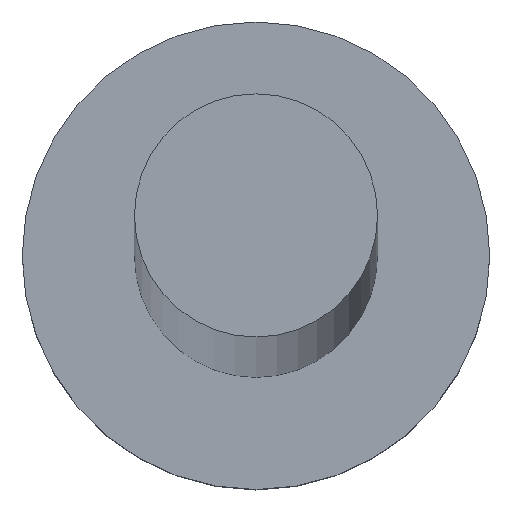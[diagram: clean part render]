
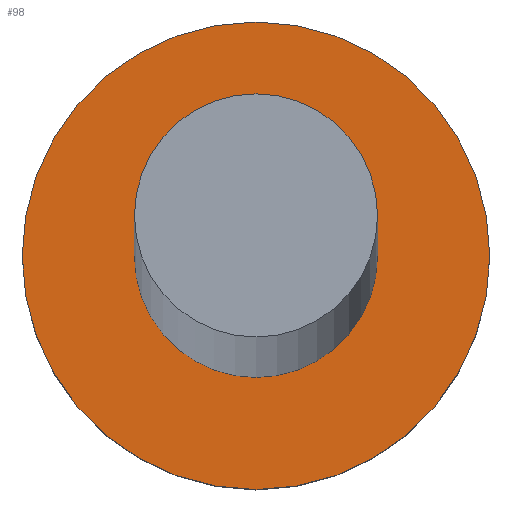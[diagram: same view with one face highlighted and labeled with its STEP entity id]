
A CAD part, top view. The second image highlights one B-rep face of the part: STEP entity #98.
In plain terms, the highlighted planar face has unit normal (0, 0, 1).
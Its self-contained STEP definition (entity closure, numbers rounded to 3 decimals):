
#11 = VERTEX_POINT ( 'NONE', #55 ) ;
#28 = VERTEX_POINT ( 'NONE', #91 ) ;
#30 = AXIS2_PLACEMENT_3D ( 'NONE', #237, #84, #204 ) ;
#37 = ORIENTED_EDGE ( 'NONE', *, *, #249, .F. ) ;
#47 = AXIS2_PLACEMENT_3D ( 'NONE', #174, #232, #176 ) ;
#49 = AXIS2_PLACEMENT_3D ( 'NONE', #248, #214, #216 ) ;
#50 = CIRCLE ( 'NONE', #49, 2.6 ) ;
#55 = CARTESIAN_POINT ( 'NONE',  ( 5., 0., 5. ) ) ;
#61 = DIRECTION ( 'NONE',  ( 1., 0., 0. ) ) ;
#69 = VERTEX_POINT ( 'NONE', #77 ) ;
#76 = ORIENTED_EDGE ( 'NONE', *, *, #143, .T. ) ;
#77 = CARTESIAN_POINT ( 'NONE',  ( 2.6, 0., 5. ) ) ;
#79 = DIRECTION ( 'NONE',  ( 1., 0., 0. ) ) ;
#80 = CIRCLE ( 'NONE', #145, 5. ) ;
#82 = DIRECTION ( 'NONE',  ( 0., 0., 1. ) ) ;
#84 = DIRECTION ( 'NONE',  ( 0., 0., 1. ) ) ;
#86 = EDGE_LOOP ( 'NONE', ( #187, #76 ) ) ;
#91 = CARTESIAN_POINT ( 'NONE',  ( -2.6, 0., 5. ) ) ;
#98 = ADVANCED_FACE ( 'NONE', ( #196, #155 ), #131, .T. ) ;
#108 = VERTEX_POINT ( 'NONE', #151 ) ;
#111 = EDGE_LOOP ( 'NONE', ( #166, #37 ) ) ;
#112 = EDGE_CURVE ( 'NONE', #28, #69, #50, .T. ) ;
#124 = AXIS2_PLACEMENT_3D ( 'NONE', #184, #221, #79 ) ;
#131 = PLANE ( 'NONE',  #47 ) ;
#143 = EDGE_CURVE ( 'NONE', #11, #108, #233, .T. ) ;
#145 = AXIS2_PLACEMENT_3D ( 'NONE', #240, #82, #61 ) ;
#151 = CARTESIAN_POINT ( 'NONE',  ( -5., 0., 5. ) ) ;
#155 = FACE_OUTER_BOUND ( 'NONE', #86, .T. ) ;
#166 = ORIENTED_EDGE ( 'NONE', *, *, #112, .F. ) ;
#174 = CARTESIAN_POINT ( 'NONE',  ( 0., 0., 5. ) ) ;
#176 = DIRECTION ( 'NONE',  ( 1., 0., 0. ) ) ;
#184 = CARTESIAN_POINT ( 'NONE',  ( 0., 0., 5. ) ) ;
#187 = ORIENTED_EDGE ( 'NONE', *, *, #202, .T. ) ;
#196 = FACE_BOUND ( 'NONE', #111, .T. ) ;
#202 = EDGE_CURVE ( 'NONE', #108, #11, #80, .T. ) ;
#204 = DIRECTION ( 'NONE',  ( 1., 0., 0. ) ) ;
#214 = DIRECTION ( 'NONE',  ( 0., 0., 1. ) ) ;
#216 = DIRECTION ( 'NONE',  ( 1., 0., 0. ) ) ;
#221 = DIRECTION ( 'NONE',  ( 0., 0., 1. ) ) ;
#232 = DIRECTION ( 'NONE',  ( 0., 0., 1. ) ) ;
#233 = CIRCLE ( 'NONE', #124, 5. ) ;
#237 = CARTESIAN_POINT ( 'NONE',  ( 0., 0., 5. ) ) ;
#240 = CARTESIAN_POINT ( 'NONE',  ( 0., 0., 5. ) ) ;
#242 = CIRCLE ( 'NONE', #30, 2.6 ) ;
#248 = CARTESIAN_POINT ( 'NONE',  ( 0., 0., 5. ) ) ;
#249 = EDGE_CURVE ( 'NONE', #69, #28, #242, .T. ) ;
